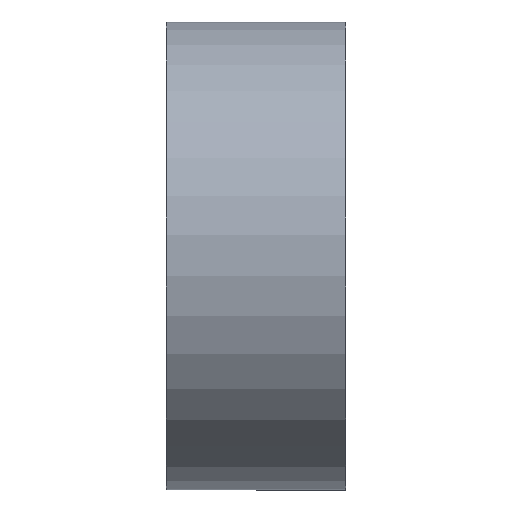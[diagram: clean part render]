
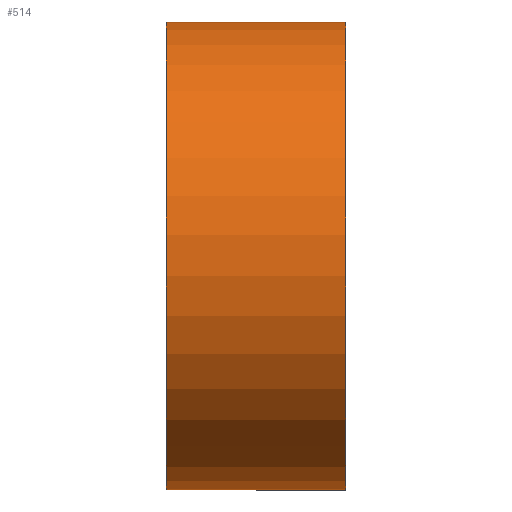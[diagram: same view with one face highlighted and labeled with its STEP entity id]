
A CAD part, top view. The second image highlights one B-rep face of the part: STEP entity #514.
In plain terms, the highlighted cylindrical face has radius 27.5 mm (diameter 55 mm), a partial arc.
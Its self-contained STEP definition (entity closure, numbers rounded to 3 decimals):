
#37=FACE_OUTER_BOUND('',#66,.T.);
#66=EDGE_LOOP('',(#366,#367,#368,#369));
#96=CIRCLE('',#564,27.5);
#97=CIRCLE('',#565,27.5);
#147=LINE('',#1202,#181);
#148=LINE('',#1206,#182);
#181=VECTOR('',#645,10.);
#182=VECTOR('',#648,10.);
#230=VERTEX_POINT('',#1200);
#231=VERTEX_POINT('',#1201);
#232=VERTEX_POINT('',#1203);
#233=VERTEX_POINT('',#1205);
#285=EDGE_CURVE('',#230,#231,#147,.T.);
#286=EDGE_CURVE('',#232,#231,#96,.T.);
#287=EDGE_CURVE('',#232,#233,#148,.T.);
#288=EDGE_CURVE('',#230,#233,#97,.T.);
#366=ORIENTED_EDGE('',*,*,#285,.T.);
#367=ORIENTED_EDGE('',*,*,#286,.F.);
#368=ORIENTED_EDGE('',*,*,#287,.T.);
#369=ORIENTED_EDGE('',*,*,#288,.F.);
#495=CYLINDRICAL_SURFACE('',#563,27.5);
#514=ADVANCED_FACE('',(#37),#495,.T.);
#563=AXIS2_PLACEMENT_3D('',#1199,#643,#644);
#564=AXIS2_PLACEMENT_3D('',#1204,#646,#647);
#565=AXIS2_PLACEMENT_3D('',#1207,#649,#650);
#643=DIRECTION('center_axis',(-1.,0.,0.));
#644=DIRECTION('ref_axis',(0.,0.,1.));
#645=DIRECTION('',(1.,0.,0.));
#646=DIRECTION('center_axis',(1.,0.,0.));
#647=DIRECTION('ref_axis',(0.,0.,-1.));
#648=DIRECTION('',(-1.,0.,0.));
#649=DIRECTION('center_axis',(-1.,0.,0.));
#650=DIRECTION('ref_axis',(0.,0.,-1.));
#1199=CARTESIAN_POINT('Origin',(23.125,0.,0.));
#1200=CARTESIAN_POINT('',(14.125,-8.,-26.311));
#1201=CARTESIAN_POINT('',(35.125,-8.,-26.311));
#1202=CARTESIAN_POINT('',(23.125,-8.,-26.311));
#1203=CARTESIAN_POINT('',(35.125,8.,-26.311));
#1204=CARTESIAN_POINT('Origin',(35.125,0.,0.));
#1205=CARTESIAN_POINT('',(14.125,8.,-26.311));
#1206=CARTESIAN_POINT('',(23.125,8.,-26.311));
#1207=CARTESIAN_POINT('Origin',(14.125,0.,0.));
